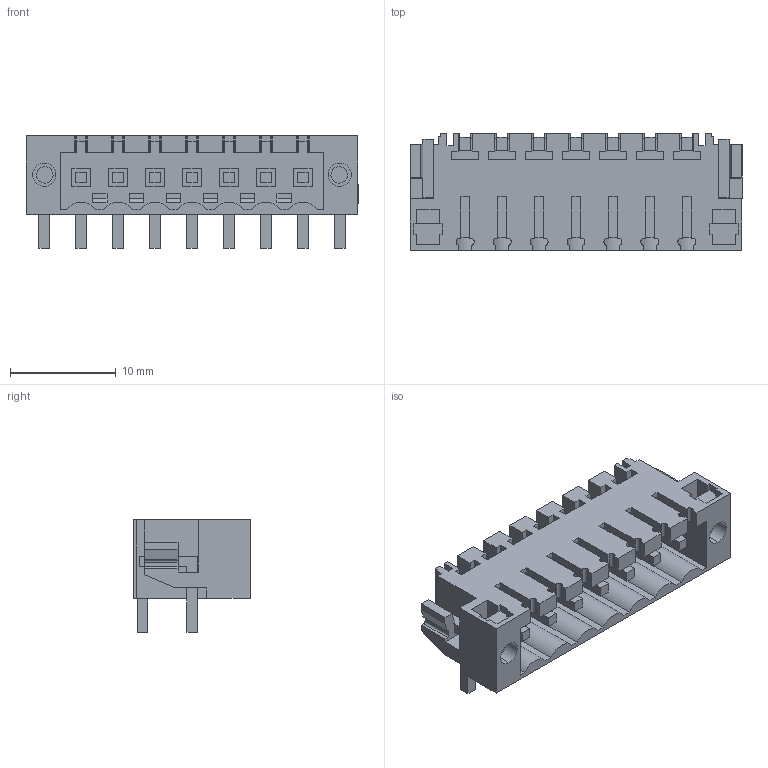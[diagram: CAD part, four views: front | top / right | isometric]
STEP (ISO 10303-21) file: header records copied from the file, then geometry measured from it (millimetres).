
FILE_DESCRIPTION(('CATIA V5 STEP Exchange','CAx-IF Rec.Pracs.--- Model Styling and Organization---1.2---2011-12-15'),'2;1');
FILE_NAME ('D1457207_0_1841910000_1841910000.stp','2018-03-14T12:54:24+00:00',('none'),('Weidmueller'),'CATIA Version 5-6 Release 2014','CATIA V5 STEP AP214','none');
FILE_SCHEMA(('AUTOMOTIVE_DESIGN { 1 0 10303 214 1 1 1 1 }'));
Length unit declared in the file: millimetre
Products named in the file (1): 1841910000
Bounding box: 31.45 x 11.05 x 10.65 mm (x, y, z)
Volume: 1174.5 mm3; surface area: 3079 mm2
Topology: 10 solids, 10 shells, 599 faces, 1792 edges, 1228 vertices
Faces by surface type: plane 552, cylinder 47
Entity records: 19510 total; most frequent: ORIENTED_EDGE 3584, CARTESIAN_POINT 3449, DIRECTION 2602, EDGE_CURVE 1792, VECTOR 1698, LINE 1698, VERTEX_POINT 1228, EDGE_LOOP 636
